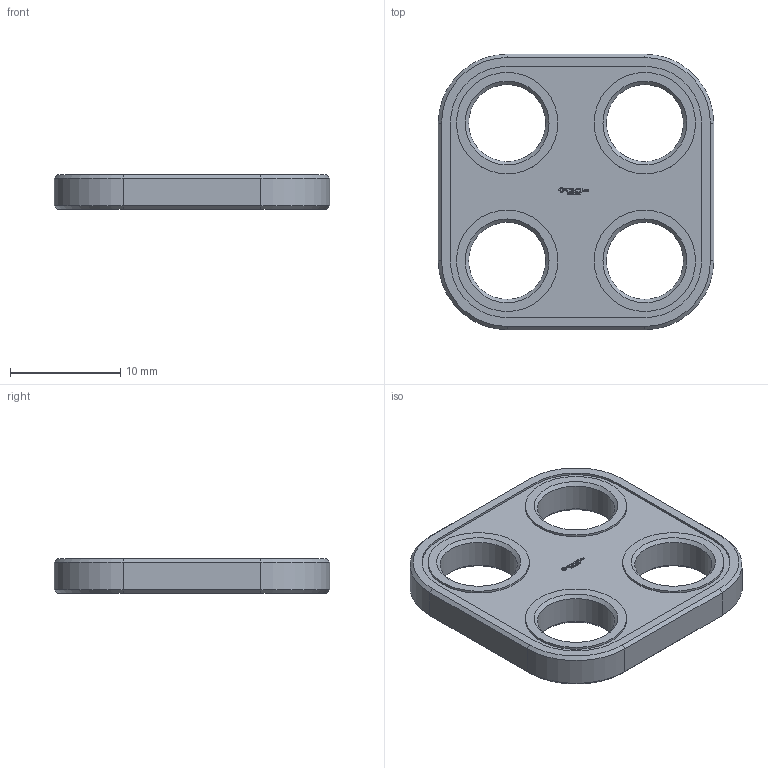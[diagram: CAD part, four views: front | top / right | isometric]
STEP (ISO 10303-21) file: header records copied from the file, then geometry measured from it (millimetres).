
FILE_DESCRIPTION(('FreeCAD Model'),'2;1');
FILE_NAME('Open CASCADE Shape Model','2024-01-31T15:13:31',(''),(''), 'Open CASCADE STEP processor 7.6','FreeCAD','Unknown');
FILE_SCHEMA(('AUTOMOTIVE_DESIGN { 1 0 10303 214 1 1 1 1 }'));
Length unit declared in the file: millimetre
Products named in the file (1): Plate SQR CRNR BU02x00.25 - SPN-PLT-0037 (stemfie.org)
Bounding box: 25 x 25 x 3.12 mm (x, y, z)
Volume: 1304.9 mm3; surface area: 1407.9 mm2
Topology: 1 solids, 1 shells, 505 faces, 1377 edges, 910 vertices
Faces by surface type: plane 327, extrusion 146, cylinder 16, cone 16
Full cylindrical faces by diameter (mm): 7 x4, 9.2 x4
Entity records: 34275 total; most frequent: CARTESIAN_POINT 8832, DIRECTION 3761, VECTOR 2921, LINE 2775, ORIENTED_EDGE 2754, PCURVE 2754, DEFINITIONAL_REPRESENTATION 2754, B_SPLINE_CURVE_WITH_KNOTS 1422
